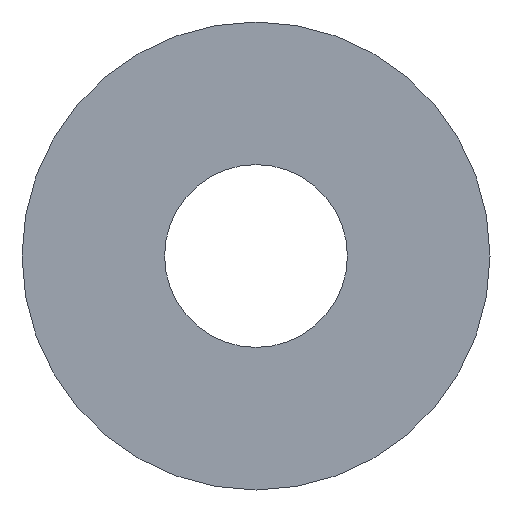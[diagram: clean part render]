
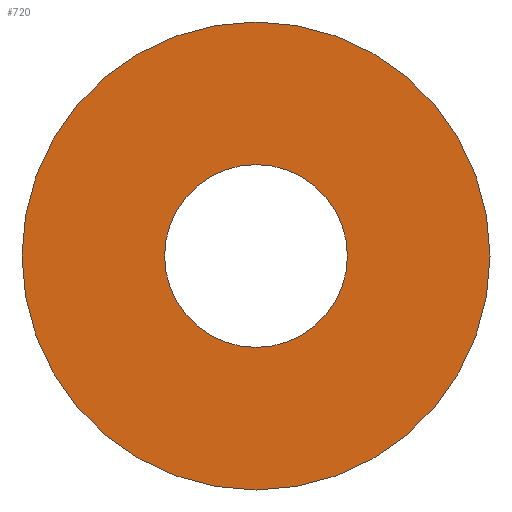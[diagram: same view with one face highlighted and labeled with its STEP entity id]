
A CAD part, left-side view. The second image highlights one B-rep face of the part: STEP entity #720.
In plain terms, the highlighted face is planar.
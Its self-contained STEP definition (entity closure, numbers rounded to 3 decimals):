
#370=CARTESIAN_POINT('',(1082.,-54.,
632.25));
#380=DIRECTION('',(0.,1.,-0.));
#390=DIRECTION('',(-1.,0.,0.));
#400=AXIS2_PLACEMENT_3D('',#370,#380,#390);
#410=PLANE('',#400);
#420=CARTESIAN_POINT('',(1082.,-54.,
617.));
#430=DIRECTION('',(0.,1.,0.));
#440=DIRECTION('',(-1.,0.,0.));
#450=AXIS2_PLACEMENT_3D('',#420,#430,#440);
#460=CIRCLE('',#450,6.25);
#470=CARTESIAN_POINT('',(1075.75,-54.,
617.));
#480=VERTEX_POINT('',#470);
#490=CARTESIAN_POINT('',(1088.25,-54.,
617.));
#500=VERTEX_POINT('',#490);
#510=EDGE_CURVE('',#480,#500,#460,.T.);
#520=ORIENTED_EDGE('',*,*,#510,.F.);
#530=EDGE_CURVE('',#500,#480,#460,.T.);
#540=ORIENTED_EDGE('',*,*,#530,.F.);
#550=EDGE_LOOP('',(#540,#520));
#560=FACE_BOUND('',#550,.T.);
#570=CARTESIAN_POINT('',(1082.,-54.,
617.));
#580=DIRECTION('',(0.,1.,0.));
#590=DIRECTION('',(-1.,0.,0.));
#600=AXIS2_PLACEMENT_3D('',#570,#580,#590);
#610=CIRCLE('',#600,16.);
#620=CARTESIAN_POINT('',(1066.,-54.,
617.));
#630=VERTEX_POINT('',#620);
#640=CARTESIAN_POINT('',(1098.,-54.,
617.));
#650=VERTEX_POINT('',#640);
#660=EDGE_CURVE('',#630,#650,#610,.T.);
#670=ORIENTED_EDGE('',*,*,#660,.T.);
#680=EDGE_CURVE('',#650,#630,#610,.T.);
#690=ORIENTED_EDGE('',*,*,#680,.T.);
#700=EDGE_LOOP('',(#690,#670));
#710=FACE_OUTER_BOUND('',#700,.T.);
#720=ADVANCED_FACE('',(#560,#710),#410,.T.);
